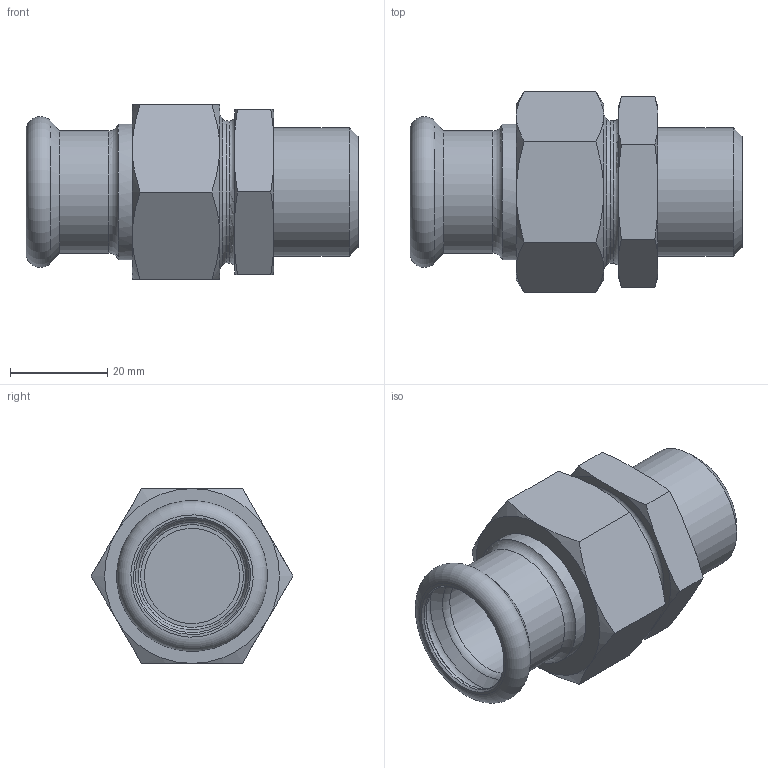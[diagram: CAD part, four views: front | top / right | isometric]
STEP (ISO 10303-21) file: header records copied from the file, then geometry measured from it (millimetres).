
FILE_DESCRIPTION(/* description */ (''),/* implementation_level */ '2;1');
FILE_NAME(/* name */ '45435.stp',/* time_stamp */ '2023-09-08T11:38:39+02:00',/* author */ ('JANAN'),/* organization */ (''),/* preprocessor_version */ 'ST-DEVELOPER v19.2',/* originating_system */ 'Autodesk Inventor 2023',/* authorisation */ '');
FILE_SCHEMA (('AUTOMOTIVE_DESIGN { 1 0 10303 214 3 1 1 }'));
Length unit declared in the file: millimetre
Products named in the file (1): tmp64FB.tmp
Bounding box: 68.4 x 41.57 x 36 mm (x, y, z)
Volume: 34341.4 mm3; surface area: 13028 mm2
Topology: 1 solids, 1 shells, 67 faces, 158 edges, 101 vertices
Faces by surface type: cone 30, plane 22, cylinder 8, torus 7
Full cylindrical faces by diameter (mm): 19.6 x2, 22.2 x1, 23.3 x1, 25.2 x1, 26.441 x1, 28 x1, 29.3 x1
Entity records: 2077 total; most frequent: CARTESIAN_POINT 486, ORIENTED_EDGE 316, DIRECTION 313, EDGE_CURVE 158, AXIS2_PLACEMENT_3D 135, VERTEX_POINT 101, EDGE_LOOP 75, STYLED_ITEM 68
